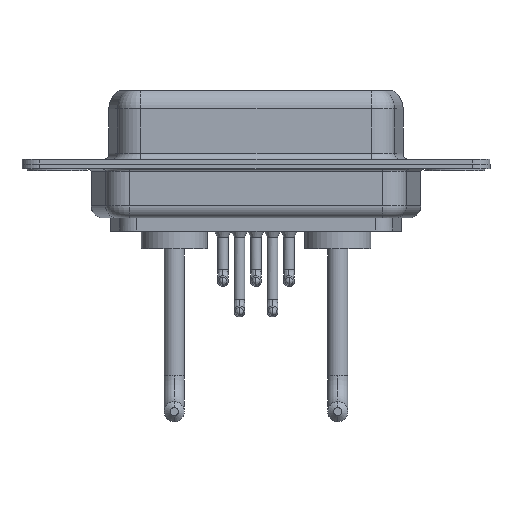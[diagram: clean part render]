
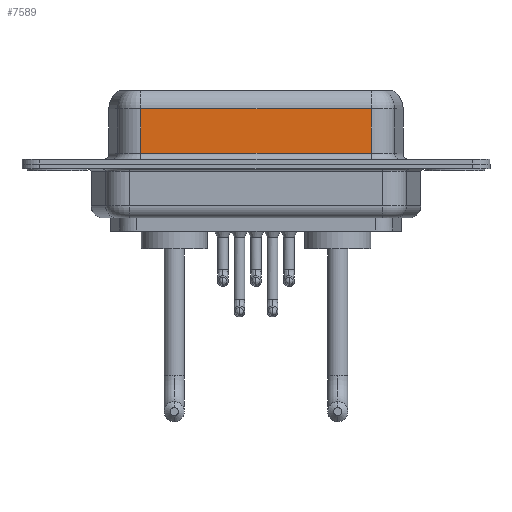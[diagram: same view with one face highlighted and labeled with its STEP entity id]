
A CAD part, front view. The second image highlights one B-rep face of the part: STEP entity #7589.
In plain terms, the highlighted planar face has unit normal (0, -1, 0).
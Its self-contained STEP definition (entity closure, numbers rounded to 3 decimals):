
#314 = CARTESIAN_POINT ( 'NONE',  ( 26.287, -3.95, 4.65 ) ) ;
#526 = DIRECTION ( 'NONE',  ( 0., 0., 1. ) ) ;
#1386 = ORIENTED_EDGE ( 'NONE', *, *, #3188, .F. ) ;
#1754 = DIRECTION ( 'NONE',  ( 0., 1., 0. ) ) ;
#2349 = EDGE_CURVE ( 'NONE', #7365, #2385, #7134, .T. ) ;
#2385 = VERTEX_POINT ( 'NONE', #11709 ) ;
#2714 = EDGE_CURVE ( 'NONE', #8735, #11840, #11624, .T. ) ;
#3057 = CARTESIAN_POINT ( 'NONE',  ( 26.287, -3.95, 6.4 ) ) ;
#3143 = DIRECTION ( 'NONE',  ( 0., 0., -1. ) ) ;
#3188 = EDGE_CURVE ( 'NONE', #8735, #2385, #12974, .T. ) ;
#3658 = DIRECTION ( 'NONE',  ( 0., 0., -1. ) ) ;
#3674 = DIRECTION ( 'NONE',  ( -1., 0., 0. ) ) ;
#4148 = VECTOR ( 'NONE', #3674, 1000. ) ;
#4418 = VECTOR ( 'NONE', #3143, 1000. ) ;
#4579 = CARTESIAN_POINT ( 'NONE',  ( 26.287, -3.95, 6.4 ) ) ;
#4718 = CARTESIAN_POINT ( 'NONE',  ( 7.013, -3.95, 4.65 ) ) ;
#4786 = ORIENTED_EDGE ( 'NONE', *, *, #7203, .T. ) ;
#5119 = CARTESIAN_POINT ( 'NONE',  ( 26.287, -3.95, 4.65 ) ) ;
#6497 = FACE_OUTER_BOUND ( 'NONE', #14437, .T. ) ;
#7134 = LINE ( 'NONE', #8439, #9989 ) ;
#7203 = EDGE_CURVE ( 'NONE', #11840, #7365, #12386, .T. ) ;
#7365 = VERTEX_POINT ( 'NONE', #10308 ) ;
#7589 = ADVANCED_FACE ( 'NONE', ( #6497 ), #7648, .F. ) ;
#7648 = PLANE ( 'NONE',  #14687 ) ;
#7869 = ORIENTED_EDGE ( 'NONE', *, *, #2714, .T. ) ;
#8439 = CARTESIAN_POINT ( 'NONE',  ( 26.287, -3.95, 0.9 ) ) ;
#8735 = VERTEX_POINT ( 'NONE', #5119 ) ;
#8800 = VECTOR ( 'NONE', #3658, 1000. ) ;
#9341 = ORIENTED_EDGE ( 'NONE', *, *, #2349, .T. ) ;
#9989 = VECTOR ( 'NONE', #11788, 1000. ) ;
#10308 = CARTESIAN_POINT ( 'NONE',  ( 7.013, -3.95, 0.9 ) ) ;
#11169 = CARTESIAN_POINT ( 'NONE',  ( 7.013, -3.95, 6.4 ) ) ;
#11624 = LINE ( 'NONE', #314, #4148 ) ;
#11709 = CARTESIAN_POINT ( 'NONE',  ( 26.287, -3.95, 0.9 ) ) ;
#11788 = DIRECTION ( 'NONE',  ( 1., 0., 0. ) ) ;
#11840 = VERTEX_POINT ( 'NONE', #4718 ) ;
#12386 = LINE ( 'NONE', #11169, #4418 ) ;
#12974 = LINE ( 'NONE', #4579, #8800 ) ;
#14437 = EDGE_LOOP ( 'NONE', ( #1386, #7869, #4786, #9341 ) ) ;
#14687 = AXIS2_PLACEMENT_3D ( 'NONE', #3057, #1754, #526 ) ;
